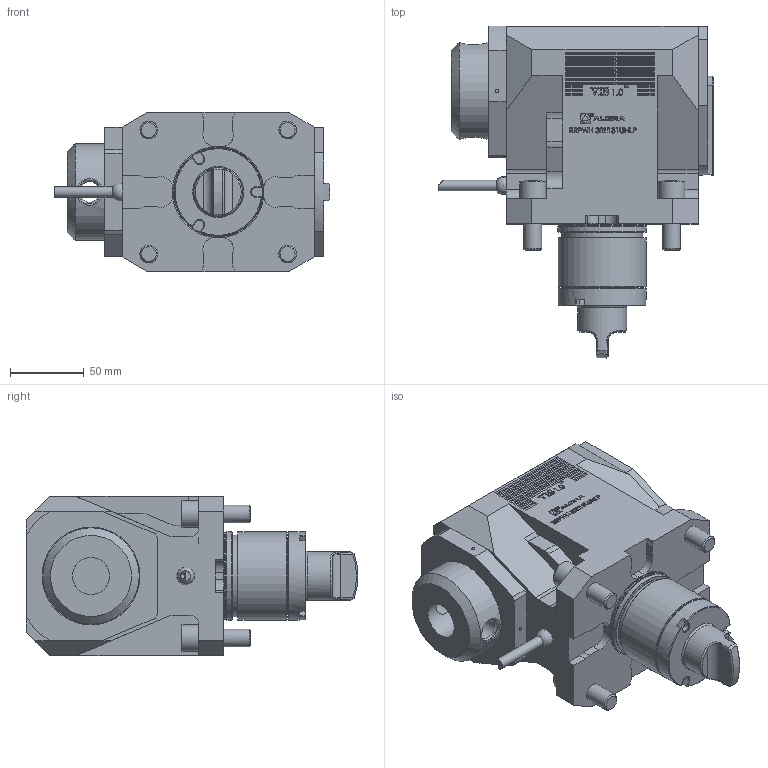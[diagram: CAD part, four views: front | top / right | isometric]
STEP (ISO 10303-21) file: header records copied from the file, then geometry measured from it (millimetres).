
FILE_DESCRIPTION (( 'STEP AP214' ), '1' );
FILE_NAME ('RRPWH32E131UNLP.STEP', '2025-09-02T11:30:43', ( '' ), ( '' ), 'SwSTEP 2.0', 'SolidWorks 2023', '' );
FILE_SCHEMA (( 'AUTOMOTIVE_DESIGN' ));
Length unit declared in the file: millimetre
Products named in the file (1): RRPWH32E131UNLP
Bounding box: 186.5 x 224.8 x 108 mm (x, y, z)
Volume: 2042304.9 mm3; surface area: 129944.8 mm2
Topology: 1 solids, 1 shells, 947 faces, 2472 edges, 1639 vertices
Faces by surface type: plane 642, bspline 150, cylinder 118, cone 28, torus 8, sphere 1
Full cylindrical faces by diameter (mm): 1.7 x1, 2.1 x1, 4 x1, 6.366 x1, 7 x1, 12 x4, 14 x2, 18 x6, 25.1 x1, 33 x1, 55.2 x1, 59.5 x1, 59.7 x1, 59.8 x1, 59.9 x1, 65.3 x1
Entity records: 40536 total; most frequent: CARTESIAN_POINT 15203, ORIENTED_EDGE 4792, DIRECTION 3824, EDGE_CURVE 2396, VECTOR 1764, LINE 1764, VERTEX_POINT 1615, EDGE_LOOP 1115
